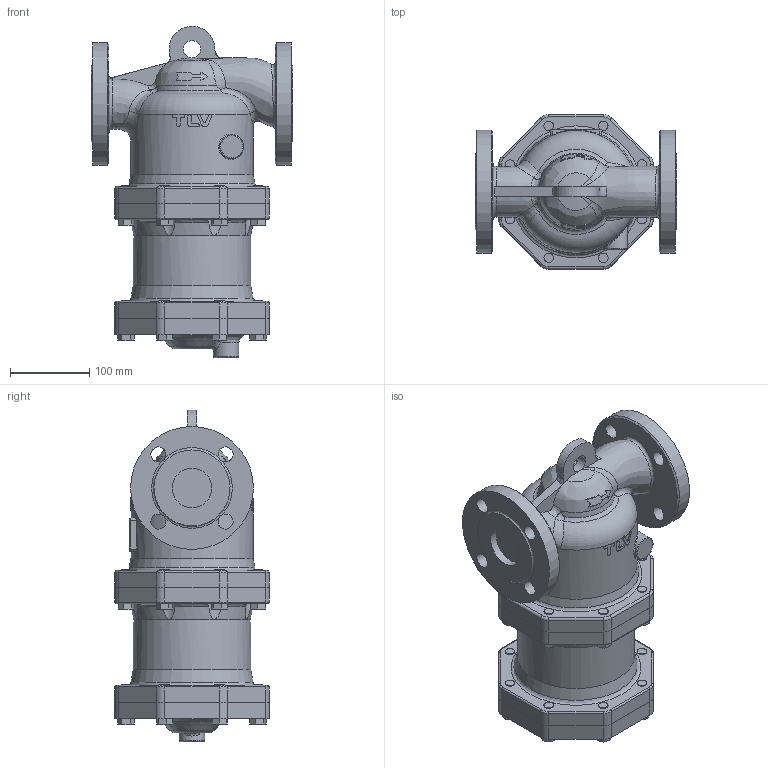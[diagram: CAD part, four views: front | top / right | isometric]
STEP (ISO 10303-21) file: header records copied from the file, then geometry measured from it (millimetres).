
FILE_DESCRIPTION((''),'2;1');
FILE_NAME('dc3s0-050-jis20-00.stp','2010-10-20T13:28:25',('nakaot'),(''),'Autodesk Inventor 2008','Autodesk Inventor 2008','');
FILE_SCHEMA(('AUTOMOTIVE_DESIGN { 1 0 10303 214 1 1 1 1 }'));
Length unit declared in the file: millimetre
Products named in the file (1): dc3s0-050-jis20-00
Bounding box: 254 x 195 x 417.96 mm (x, y, z)
Volume: 8016115.2 mm3; surface area: 489766.7 mm2
Topology: 1 solids, 1 shells, 630 faces, 1525 edges, 954 vertices
Faces by surface type: plane 232, cylinder 130, bspline 124, cone 109, torus 33, sphere 2
Full cylindrical faces by diameter (mm): 12 x32, 19 x4, 22 x1, 30 x1, 32 x1, 50 x1, 100 x2, 148 x1, 154 x1, 155 x1
Entity records: 37689 total; most frequent: CARTESIAN_POINT 24503, ORIENTED_EDGE 2818, DIRECTION 2476, EDGE_CURVE 1409, AXIS2_PLACEMENT_3D 1016, VERTEX_POINT 921, EDGE_LOOP 820, FACE_OUTER_BOUND 630
